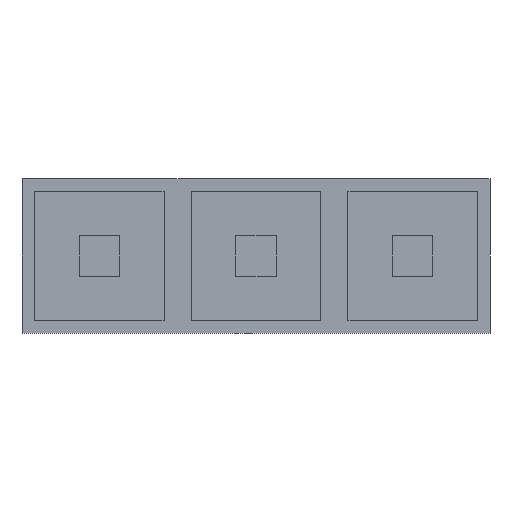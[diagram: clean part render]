
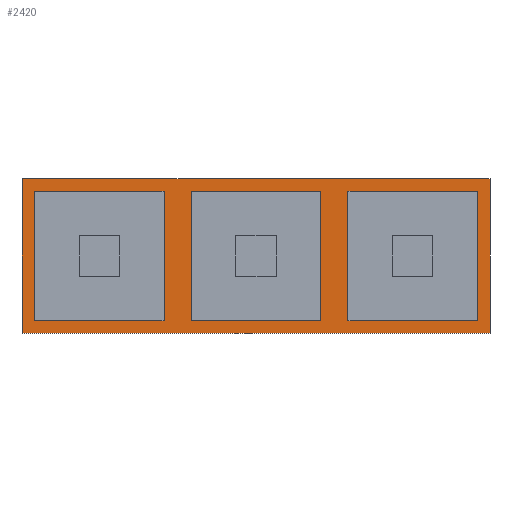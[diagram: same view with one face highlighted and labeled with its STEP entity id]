
A CAD part, front view. The second image highlights one B-rep face of the part: STEP entity #2420.
In plain terms, the highlighted planar face has unit normal (0, -1, 0).
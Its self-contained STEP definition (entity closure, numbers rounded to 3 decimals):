
#6 = VECTOR ( 'NONE', #1346, 1000. ) ;
#70 = ORIENTED_EDGE ( 'NONE', *, *, #1746, .T. ) ;
#75 = ORIENTED_EDGE ( 'NONE', *, *, #1584, .T. ) ;
#83 = CARTESIAN_POINT ( 'NONE',  ( 6.33, -7.05, -1.25 ) ) ;
#96 = ORIENTED_EDGE ( 'NONE', *, *, #3945, .T. ) ;
#108 = CARTESIAN_POINT ( 'NONE',  ( 1.05, -7.05, 1.05 ) ) ;
#129 = LINE ( 'NONE', #2505, #1586 ) ;
#147 = CARTESIAN_POINT ( 'NONE',  ( 6.13, -7.05, 1.05 ) ) ;
#154 = CARTESIAN_POINT ( 'NONE',  ( -1.25, -7.05, -1.25 ) ) ;
#175 = DIRECTION ( 'NONE',  ( 0., 0., -1. ) ) ;
#284 = DIRECTION ( 'NONE',  ( 1., 0., 0. ) ) ;
#301 = VECTOR ( 'NONE', #2781, 1000. ) ;
#365 = AXIS2_PLACEMENT_3D ( 'NONE', #1519, #2167, #175 ) ;
#565 = VECTOR ( 'NONE', #1753, 1000. ) ;
#635 = CARTESIAN_POINT ( 'NONE',  ( -1.25, -7.05, 0. ) ) ;
#645 = ORIENTED_EDGE ( 'NONE', *, *, #3854, .T. ) ;
#735 = CARTESIAN_POINT ( 'NONE',  ( -1.05, -7.05, -1.05 ) ) ;
#784 = DIRECTION ( 'NONE',  ( -1., 0., 0. ) ) ;
#828 = VERTEX_POINT ( 'NONE', #1368 ) ;
#866 = EDGE_CURVE ( 'NONE', #1224, #3919, #1700, .T. ) ;
#976 = FACE_BOUND ( 'NONE', #3553, .T. ) ;
#996 = DIRECTION ( 'NONE',  ( 0., 0., -1. ) ) ;
#1040 = VERTEX_POINT ( 'NONE', #2931 ) ;
#1047 = LINE ( 'NONE', #4207, #1870 ) ;
#1080 = EDGE_CURVE ( 'NONE', #2517, #1404, #2096, .T. ) ;
#1127 = VECTOR ( 'NONE', #284, 1000. ) ;
#1136 = CARTESIAN_POINT ( 'NONE',  ( -1.25, -7.05, 1.25 ) ) ;
#1224 = VERTEX_POINT ( 'NONE', #1362 ) ;
#1232 = CARTESIAN_POINT ( 'NONE',  ( -1.05, -7.05, 0. ) ) ;
#1233 = VECTOR ( 'NONE', #3865, 1000. ) ;
#1240 = CARTESIAN_POINT ( 'NONE',  ( 3.59, -7.05, 1.05 ) ) ;
#1296 = VERTEX_POINT ( 'NONE', #83 ) ;
#1344 = CARTESIAN_POINT ( 'NONE',  ( 4.03, -7.05, 0. ) ) ;
#1346 = DIRECTION ( 'NONE',  ( 0., 0., -1. ) ) ;
#1362 = CARTESIAN_POINT ( 'NONE',  ( 4.03, -7.05, -1.05 ) ) ;
#1368 = CARTESIAN_POINT ( 'NONE',  ( 6.33, -7.05, 1.25 ) ) ;
#1373 = LINE ( 'NONE', #1881, #1691 ) ;
#1394 = LINE ( 'NONE', #3010, #1866 ) ;
#1404 = VERTEX_POINT ( 'NONE', #108 ) ;
#1456 = CARTESIAN_POINT ( 'NONE',  ( 6.33, -7.05, 0. ) ) ;
#1508 = CARTESIAN_POINT ( 'NONE',  ( 1.49, -7.05, 1.05 ) ) ;
#1516 = VERTEX_POINT ( 'NONE', #1136 ) ;
#1519 = CARTESIAN_POINT ( 'NONE',  ( 0., -7.05, 0. ) ) ;
#1525 = ORIENTED_EDGE ( 'NONE', *, *, #3841, .T. ) ;
#1526 = VERTEX_POINT ( 'NONE', #2120 ) ;
#1528 = VECTOR ( 'NONE', #996, 1000. ) ;
#1555 = PLANE ( 'NONE',  #365 ) ;
#1584 = EDGE_CURVE ( 'NONE', #828, #1516, #3005, .T. ) ;
#1586 = VECTOR ( 'NONE', #2838, 1000. ) ;
#1595 = CARTESIAN_POINT ( 'NONE',  ( 5.08, -7.05, 1.05 ) ) ;
#1602 = ORIENTED_EDGE ( 'NONE', *, *, #1080, .T. ) ;
#1609 = CARTESIAN_POINT ( 'NONE',  ( 0., -7.05, 1.05 ) ) ;
#1634 = VERTEX_POINT ( 'NONE', #1508 ) ;
#1691 = VECTOR ( 'NONE', #3507, 1000. ) ;
#1700 = LINE ( 'NONE', #1344, #4091 ) ;
#1725 = ORIENTED_EDGE ( 'NONE', *, *, #3379, .T. ) ;
#1726 = EDGE_LOOP ( 'NONE', ( #3474, #2934, #3912, #75 ) ) ;
#1746 = EDGE_CURVE ( 'NONE', #3669, #2517, #4080, .T. ) ;
#1753 = DIRECTION ( 'NONE',  ( 1., 0., 0. ) ) ;
#1778 = VERTEX_POINT ( 'NONE', #3860 ) ;
#1830 = EDGE_CURVE ( 'NONE', #1040, #1634, #4188, .T. ) ;
#1866 = VECTOR ( 'NONE', #2370, 1000. ) ;
#1870 = VECTOR ( 'NONE', #1902, 1000. ) ;
#1881 = CARTESIAN_POINT ( 'NONE',  ( 2.54, -7.05, -1.05 ) ) ;
#1886 = VECTOR ( 'NONE', #1925, 1000. ) ;
#1902 = DIRECTION ( 'NONE',  ( 0., 0., -1. ) ) ;
#1914 = CARTESIAN_POINT ( 'NONE',  ( -1.05, -7.05, 1.05 ) ) ;
#1925 = DIRECTION ( 'NONE',  ( 0., 0., 1. ) ) ;
#1981 = DIRECTION ( 'NONE',  ( 0., 0., 1. ) ) ;
#2031 = EDGE_CURVE ( 'NONE', #1296, #828, #3280, .T. ) ;
#2040 = VERTEX_POINT ( 'NONE', #147 ) ;
#2093 = EDGE_CURVE ( 'NONE', #1634, #2406, #3327, .T. ) ;
#2096 = LINE ( 'NONE', #1609, #1127 ) ;
#2105 = ORIENTED_EDGE ( 'NONE', *, *, #3486, .T. ) ;
#2120 = CARTESIAN_POINT ( 'NONE',  ( 6.13, -7.05, -1.05 ) ) ;
#2129 = CARTESIAN_POINT ( 'NONE',  ( -1.25, -7.05, -1.25 ) ) ;
#2167 = DIRECTION ( 'NONE',  ( 0., -1., 0. ) ) ;
#2192 = LINE ( 'NONE', #635, #1528 ) ;
#2338 = VECTOR ( 'NONE', #2509, 1000. ) ;
#2351 = EDGE_CURVE ( 'NONE', #3919, #2040, #2710, .T. ) ;
#2368 = EDGE_LOOP ( 'NONE', ( #2105, #96, #2451, #4128 ) ) ;
#2370 = DIRECTION ( 'NONE',  ( -1., 0., 0. ) ) ;
#2394 = VECTOR ( 'NONE', #2438, 1000. ) ;
#2406 = VERTEX_POINT ( 'NONE', #1240 ) ;
#2420 = ADVANCED_FACE ( 'NONE', ( #3681, #4193, #3225, #976 ), #1555, .T. ) ;
#2438 = DIRECTION ( 'NONE',  ( 0., 0., 1. ) ) ;
#2451 = ORIENTED_EDGE ( 'NONE', *, *, #1830, .T. ) ;
#2505 = CARTESIAN_POINT ( 'NONE',  ( 0., -7.05, -1.05 ) ) ;
#2509 = DIRECTION ( 'NONE',  ( 0., 0., 1. ) ) ;
#2517 = VERTEX_POINT ( 'NONE', #1914 ) ;
#2548 = ORIENTED_EDGE ( 'NONE', *, *, #866, .T. ) ;
#2551 = LINE ( 'NONE', #2129, #301 ) ;
#2658 = LINE ( 'NONE', #3416, #3215 ) ;
#2710 = LINE ( 'NONE', #1595, #1233 ) ;
#2742 = CARTESIAN_POINT ( 'NONE',  ( 0., -7.05, 1.25 ) ) ;
#2755 = EDGE_LOOP ( 'NONE', ( #645, #1525, #70, #1602 ) ) ;
#2781 = DIRECTION ( 'NONE',  ( 1., 0., 0. ) ) ;
#2838 = DIRECTION ( 'NONE',  ( -1., 0., 0. ) ) ;
#2931 = CARTESIAN_POINT ( 'NONE',  ( 1.49, -7.05, -1.05 ) ) ;
#2934 = ORIENTED_EDGE ( 'NONE', *, *, #3868, .T. ) ;
#3005 = LINE ( 'NONE', #2742, #4027 ) ;
#3010 = CARTESIAN_POINT ( 'NONE',  ( 5.08, -7.05, -1.05 ) ) ;
#3039 = VERTEX_POINT ( 'NONE', #154 ) ;
#3215 = VECTOR ( 'NONE', #3757, 1000. ) ;
#3225 = FACE_BOUND ( 'NONE', #2368, .T. ) ;
#3280 = LINE ( 'NONE', #1456, #2394 ) ;
#3327 = LINE ( 'NONE', #3413, #565 ) ;
#3379 = EDGE_CURVE ( 'NONE', #2040, #1526, #1047, .T. ) ;
#3413 = CARTESIAN_POINT ( 'NONE',  ( 2.54, -7.05, 1.05 ) ) ;
#3416 = CARTESIAN_POINT ( 'NONE',  ( 1.05, -7.05, 0. ) ) ;
#3474 = ORIENTED_EDGE ( 'NONE', *, *, #4117, .T. ) ;
#3486 = EDGE_CURVE ( 'NONE', #2406, #1778, #4050, .T. ) ;
#3507 = DIRECTION ( 'NONE',  ( -1., 0., 0. ) ) ;
#3553 = EDGE_LOOP ( 'NONE', ( #1725, #3832, #2548, #4007 ) ) ;
#3611 = CARTESIAN_POINT ( 'NONE',  ( 3.59, -7.05, 0. ) ) ;
#3626 = EDGE_CURVE ( 'NONE', #1526, #1224, #1394, .T. ) ;
#3669 = VERTEX_POINT ( 'NONE', #735 ) ;
#3681 = FACE_OUTER_BOUND ( 'NONE', #1726, .T. ) ;
#3757 = DIRECTION ( 'NONE',  ( 0., 0., -1. ) ) ;
#3802 = VERTEX_POINT ( 'NONE', #4126 ) ;
#3832 = ORIENTED_EDGE ( 'NONE', *, *, #3626, .T. ) ;
#3833 = CARTESIAN_POINT ( 'NONE',  ( 4.03, -7.05, 1.05 ) ) ;
#3841 = EDGE_CURVE ( 'NONE', #3802, #3669, #129, .T. ) ;
#3854 = EDGE_CURVE ( 'NONE', #1404, #3802, #2658, .T. ) ;
#3860 = CARTESIAN_POINT ( 'NONE',  ( 3.59, -7.05, -1.05 ) ) ;
#3865 = DIRECTION ( 'NONE',  ( 1., 0., 0. ) ) ;
#3868 = EDGE_CURVE ( 'NONE', #3039, #1296, #2551, .T. ) ;
#3912 = ORIENTED_EDGE ( 'NONE', *, *, #2031, .T. ) ;
#3919 = VERTEX_POINT ( 'NONE', #3833 ) ;
#3945 = EDGE_CURVE ( 'NONE', #1778, #1040, #1373, .T. ) ;
#4007 = ORIENTED_EDGE ( 'NONE', *, *, #2351, .T. ) ;
#4027 = VECTOR ( 'NONE', #784, 1000. ) ;
#4050 = LINE ( 'NONE', #3611, #6 ) ;
#4080 = LINE ( 'NONE', #1232, #2338 ) ;
#4091 = VECTOR ( 'NONE', #1981, 1000. ) ;
#4117 = EDGE_CURVE ( 'NONE', #1516, #3039, #2192, .T. ) ;
#4126 = CARTESIAN_POINT ( 'NONE',  ( 1.05, -7.05, -1.05 ) ) ;
#4128 = ORIENTED_EDGE ( 'NONE', *, *, #2093, .T. ) ;
#4188 = LINE ( 'NONE', #4231, #1886 ) ;
#4193 = FACE_BOUND ( 'NONE', #2755, .T. ) ;
#4207 = CARTESIAN_POINT ( 'NONE',  ( 6.13, -7.05, 0. ) ) ;
#4231 = CARTESIAN_POINT ( 'NONE',  ( 1.49, -7.05, 0. ) ) ;
